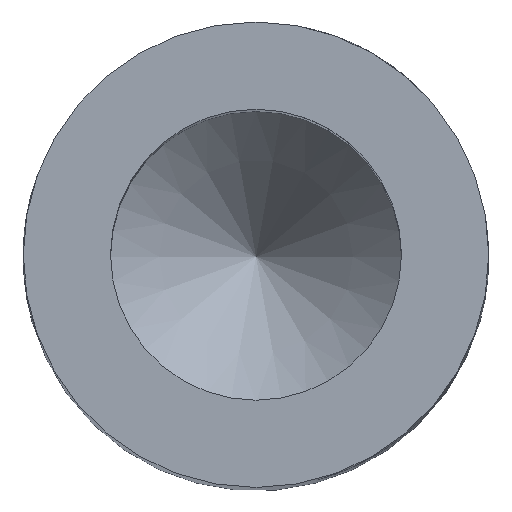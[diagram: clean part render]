
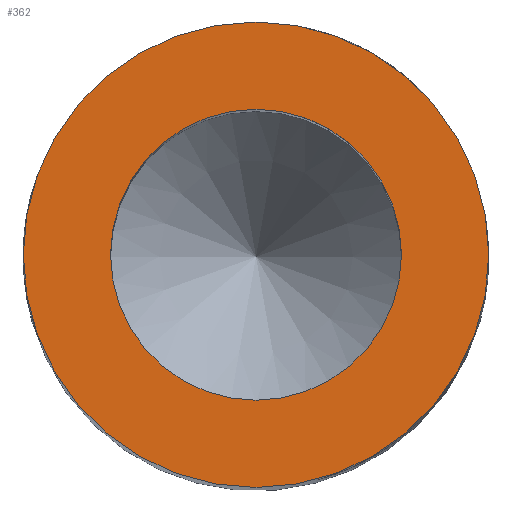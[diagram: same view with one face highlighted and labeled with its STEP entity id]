
A CAD part, top view. The second image highlights one B-rep face of the part: STEP entity #362.
In plain terms, the highlighted planar face has unit normal (0, 0, 1).
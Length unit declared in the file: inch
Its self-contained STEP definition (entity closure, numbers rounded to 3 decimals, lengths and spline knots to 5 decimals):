
#21=PLANE('',#411);
#34=FACE_BOUND('',#99,.T.);
#74=FACE_OUTER_BOUND('',#98,.T.);
#98=EDGE_LOOP('',(#342));
#99=EDGE_LOOP('',(#343));
#101=CIRCLE('',#388,0.3);
#102=CIRCLE('',#390,0.48);
#159=VERTEX_POINT('',#499);
#168=VERTEX_POINT('',#819);
#193=EDGE_CURVE('',#159,#159,#101,.T.);
#205=EDGE_CURVE('',#168,#168,#102,.T.);
#342=ORIENTED_EDGE('',*,*,#205,.T.);
#343=ORIENTED_EDGE('',*,*,#193,.T.);
#362=ADVANCED_FACE('',(#74,#34),#21,.T.);
#388=AXIS2_PLACEMENT_3D('',#500,#421,#422);
#390=AXIS2_PLACEMENT_3D('',#820,#428,#429);
#411=AXIS2_PLACEMENT_3D('',#1265,#490,#491);
#421=DIRECTION('center_axis',(0.,0.,-1.));
#422=DIRECTION('ref_axis',(1.,0.,0.));
#428=DIRECTION('center_axis',(0.,0.,1.));
#429=DIRECTION('ref_axis',(1.,0.,0.));
#490=DIRECTION('center_axis',(0.,0.,1.));
#491=DIRECTION('ref_axis',(1.,0.,0.));
#499=CARTESIAN_POINT('',(-0.3,0.,4.));
#500=CARTESIAN_POINT('Origin',(0.,0.,4.));
#819=CARTESIAN_POINT('',(-0.48,0.,4.));
#820=CARTESIAN_POINT('Origin',(0.,0.,4.));
#1265=CARTESIAN_POINT('Origin',(0.,0.,4.));
